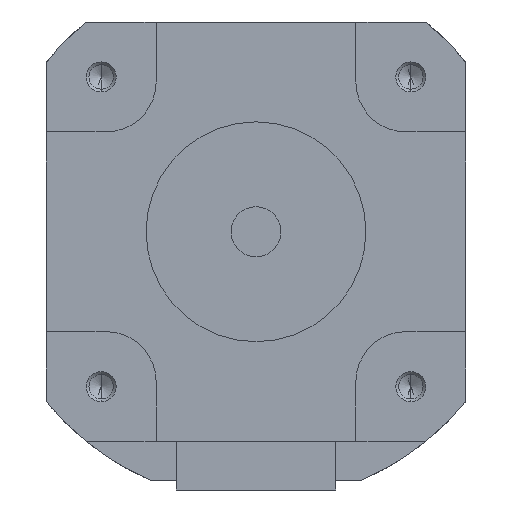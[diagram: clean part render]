
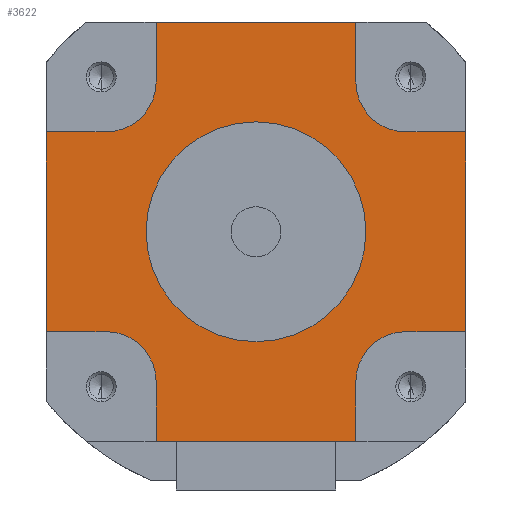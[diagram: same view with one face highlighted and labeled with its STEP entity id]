
A CAD part, left-side view. The second image highlights one B-rep face of the part: STEP entity #3622.
In plain terms, the highlighted planar face has unit normal (-1, 0, 0).
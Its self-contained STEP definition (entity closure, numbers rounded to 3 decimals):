
#3143=CARTESIAN_POINT('POINT6544',(0.5,-21.,
   10.));
#3144=VERTEX_POINT('VERTEX6544',#3143);
#3151=CARTESIAN_POINT('POINT6545',(0.5,-21.,
   -10.));
#3152=VERTEX_POINT('VERTEX6545',#3151);
#3153=CARTESIAN_POINT('POS10437',(0.5,-21.,
   0.));
#3154=DIRECTION('DIR15681',(0.,0.,-1.));
#3155=VECTOR('VEC5193',#3154,1.);
#3156=LINE('STRAIGHT5193',#3153,#3155);
#3157=EDGE_CURVE('EDGE10056',#3144,#3152,#3156,.T.);
#3178=CARTESIAN_POINT('POINT6546',(0.5,-15.,
   -10.));
#3179=VERTEX_POINT('VERTEX6546',#3178);
#3180=CARTESIAN_POINT('POS10440',(0.5,-15.,-10.));
#3181=DIRECTION('DIR15685',(0.,-1.,0.));
#3182=VECTOR('VEC5195',#3181,1.);
#3183=LINE('STRAIGHT5195',#3180,#3182);
#3184=EDGE_CURVE('EDGE10058',#3179,#3152,#3183,.T.);
#3202=CARTESIAN_POINT('POINT6547',(0.5,-10.,-15.));
#3203=VERTEX_POINT('VERTEX6547',#3202);
#3204=CARTESIAN_POINT('POS10443',(0.5,-15.,-15.));
#3205=DIRECTION('DIR15689',(1.,0.,
   0.));
#3206=DIRECTION('DIR15690',(0.,1.,
   0.));
#3207=AXIS2_PLACEMENT_3D('AXIS5247',#3204,#3205,#3206);
#3208=CIRCLE('ELLIPSE2512',#3207,5.);
#3209=EDGE_CURVE('EDGE10060',#3203,#3179,#3208,.T.);
#3227=CARTESIAN_POINT('POINT6548',(0.5,-10.,
   -21.));
#3228=VERTEX_POINT('VERTEX6548',#3227);
#3229=CARTESIAN_POINT('POS10446',(0.5,-10.,
   -21.));
#3230=DIRECTION('DIR15694',(0.,0.
   ,1.));
#3231=VECTOR('VEC5198',#3230,1.);
#3232=LINE('STRAIGHT5198',#3229,#3231);
#3233=EDGE_CURVE('EDGE10062',#3228,#3203,#3232,.T.);
#3258=CARTESIAN_POINT('POINT6549',(0.5,10.,
   -21.));
#3259=VERTEX_POINT('VERTEX6549',#3258);
#3260=CARTESIAN_POINT('POS10449',(0.5,
   0.,-21.));
#3261=DIRECTION('DIR15698',(0.,1.,0.));
#3262=VECTOR('VEC5200',#3261,1.);
#3263=LINE('STRAIGHT5200',#3260,#3262);
#3264=EDGE_CURVE('EDGE10064',#3228,#3259,#3263,.T.);
#3283=CARTESIAN_POINT('POINT6550',(0.5,
   10.,-15.));
#3284=VERTEX_POINT('VERTEX6550',#3283);
#3285=CARTESIAN_POINT('POS10452',(0.5,10.,
   -15.));
#3286=DIRECTION('DIR15702',(0.,0.
   ,-1.));
#3287=VECTOR('VEC5202',#3286,1.);
#3288=LINE('STRAIGHT5202',#3285,#3287);
#3289=EDGE_CURVE('EDGE10066',#3284,#3259,#3288,.T.);
#3307=CARTESIAN_POINT('POINT6551',(0.5,15.,
   -10.));
#3308=VERTEX_POINT('VERTEX6551',#3307);
#3309=CARTESIAN_POINT('POS10455',(0.5,15.,
   -15.));
#3310=DIRECTION('DIR15706',(1.,0.,
   0.));
#3311=DIRECTION('DIR15707',(0.,0.,
   1.));
#3312=AXIS2_PLACEMENT_3D('AXIS5252',#3309,#3310,#3311);
#3313=CIRCLE('ELLIPSE2513',#3312,5.);
#3314=EDGE_CURVE('EDGE10068',#3308,#3284,#3313,.T.);
#3332=CARTESIAN_POINT('POINT6552',(0.5,21.,
   -10.));
#3333=VERTEX_POINT('VERTEX6552',#3332);
#3334=CARTESIAN_POINT('POS10458',(0.5,21.,
   -10.));
#3335=DIRECTION('DIR15711',(0.,-1.,0.));
#3336=VECTOR('VEC5205',#3335,1.);
#3337=LINE('STRAIGHT5205',#3334,#3336);
#3338=EDGE_CURVE('EDGE10070',#3333,#3308,#3337,.T.);
#3363=CARTESIAN_POINT('POINT6553',(0.5,21.,
   10.));
#3364=VERTEX_POINT('VERTEX6553',#3363);
#3365=CARTESIAN_POINT('POS10461',(0.5,21.,
   0.));
#3366=DIRECTION('DIR15715',(0.,0.,1.));
#3367=VECTOR('VEC5207',#3366,1.);
#3368=LINE('STRAIGHT5207',#3365,#3367);
#3369=EDGE_CURVE('EDGE10072',#3333,#3364,#3368,.T.);
#3388=CARTESIAN_POINT('POINT6554',(0.5,15.,
   10.));
#3389=VERTEX_POINT('VERTEX6554',#3388);
#3390=CARTESIAN_POINT('POS10464',(0.5,15.,10.));
#3391=DIRECTION('DIR15719',(0.,1.,0.));
#3392=VECTOR('VEC5209',#3391,1.);
#3393=LINE('STRAIGHT5209',#3390,#3392);
#3394=EDGE_CURVE('EDGE10074',#3389,#3364,#3393,.T.);
#3412=CARTESIAN_POINT('POINT6555',(0.5,10.,15.));
#3413=VERTEX_POINT('VERTEX6555',#3412);
#3414=CARTESIAN_POINT('POS10467',(0.5,15.,15.));
#3415=DIRECTION('DIR15723',(1.,0.,
   0.));
#3416=DIRECTION('DIR15724',(0.,-1.,
   0.));
#3417=AXIS2_PLACEMENT_3D('AXIS5257',#3414,#3415,#3416);
#3418=CIRCLE('ELLIPSE2514',#3417,5.);
#3419=EDGE_CURVE('EDGE10076',#3413,#3389,#3418,.T.);
#3437=CARTESIAN_POINT('POINT6556',(0.5,10.,
   21.));
#3438=VERTEX_POINT('VERTEX6556',#3437);
#3439=CARTESIAN_POINT('POS10470',(0.5,10.,
   21.));
#3440=DIRECTION('DIR15728',(0.,0.
   ,-1.));
#3441=VECTOR('VEC5212',#3440,1.);
#3442=LINE('STRAIGHT5212',#3439,#3441);
#3443=EDGE_CURVE('EDGE10078',#3438,#3413,#3442,.T.);
#3466=CARTESIAN_POINT('POINT6557',(0.5,-10.,
   21.));
#3467=VERTEX_POINT('VERTEX6557',#3466);
#3468=CARTESIAN_POINT('POS10473',(0.5,
   0.,21.));
#3469=DIRECTION('DIR15732',(0.,-1.,0.));
#3470=VECTOR('VEC5214',#3469,1.);
#3471=LINE('STRAIGHT5214',#3468,#3470);
#3472=EDGE_CURVE('EDGE10080',#3438,#3467,#3471,.T.);
#3493=CARTESIAN_POINT('POINT6558',(0.5,-10.,
   15.));
#3494=VERTEX_POINT('VERTEX6558',#3493);
#3495=CARTESIAN_POINT('POS10476',(0.5,-10.,
   15.));
#3496=DIRECTION('DIR15736',(0.,0.
   ,1.));
#3497=VECTOR('VEC5216',#3496,1.);
#3498=LINE('STRAIGHT5216',#3495,#3497);
#3499=EDGE_CURVE('EDGE10082',#3494,#3467,#3498,.T.);
#3517=CARTESIAN_POINT('POINT6559',(0.5,-15.,
   10.));
#3518=VERTEX_POINT('VERTEX6559',#3517);
#3519=CARTESIAN_POINT('POS10479',(0.5,-15.,
   15.));
#3520=DIRECTION('DIR15740',(1.,0.,
   0.));
#3521=DIRECTION('DIR15741',(0.,0.
   ,-1.));
#3522=AXIS2_PLACEMENT_3D('AXIS5262',#3519,#3520,#3521);
#3523=CIRCLE('ELLIPSE2515',#3522,5.);
#3524=EDGE_CURVE('EDGE10084',#3518,#3494,#3523,.T.);
#3542=CARTESIAN_POINT('POS10482',(0.5,-21.,
   10.));
#3543=DIRECTION('DIR15745',(0.,1.,0.));
#3544=VECTOR('VEC5219',#3543,1.);
#3545=LINE('STRAIGHT5219',#3542,#3544);
#3546=EDGE_CURVE('EDGE10086',#3144,#3518,#3545,.T.);
#3584=ORIENTED_EDGE('COEDGE20197',*,*,#3546,.T.);
#3585=ORIENTED_EDGE('COEDGE20198',*,*,#3524,.T.);
#3586=ORIENTED_EDGE('COEDGE20199',*,*,#3499,.T.);
#3587=ORIENTED_EDGE('COEDGE20200',*,*,#3472,.F.);
#3588=ORIENTED_EDGE('COEDGE20201',*,*,#3443,.T.);
#3589=ORIENTED_EDGE('COEDGE20202',*,*,#3419,.T.);
#3590=ORIENTED_EDGE('COEDGE20203',*,*,#3394,.T.);
#3591=ORIENTED_EDGE('COEDGE20204',*,*,#3369,.F.);
#3592=ORIENTED_EDGE('COEDGE20205',*,*,#3338,.T.);
#3593=ORIENTED_EDGE('COEDGE20206',*,*,#3314,.T.);
#3594=ORIENTED_EDGE('COEDGE20207',*,*,#3289,.T.);
#3595=ORIENTED_EDGE('COEDGE20208',*,*,#3264,.F.);
#3596=ORIENTED_EDGE('COEDGE20209',*,*,#3233,.T.);
#3597=ORIENTED_EDGE('COEDGE20210',*,*,#3209,.T.);
#3598=ORIENTED_EDGE('COEDGE20211',*,*,#3184,.T.);
#3599=ORIENTED_EDGE('COEDGE20212',*,*,#3157,.F.);
#3600=EDGE_LOOP('NONE',(#3584,#3585,#3586,#3587,#3588,#3589,#3590,#3591,
   #3592,#3593,#3594,#3595,#3596,#3597,#3598,#3599));
#3601=FACE_BOUND('LOOP1',#3600,.T.);
#3602=CARTESIAN_POINT('POINT6562',(0.5,
   0.,11.));
#3603=VERTEX_POINT('VERTEX6562',#3602);
#3604=CARTESIAN_POINT('POINT6563',(0.5,
   0.,-11.));
#3605=VERTEX_POINT('VERTEX6563',#3604);
#3606=CARTESIAN_POINT('POS10486',(0.5,0.,
   0.));
#3607=DIRECTION('DIR15752',(-1.,0.,
   0.));
#3608=DIRECTION('DIR15753',(0.,0.,-1.));
#3609=AXIS2_PLACEMENT_3D('AXIS5267',#3606,#3607,#3608);
#3610=CIRCLE('ELLIPSE2517',#3609,11.);
#3611=EDGE_CURVE('EDGE10089',#3603,#3605,#3610,.T.);
#3612=ORIENTED_EDGE('COEDGE20213',*,*,#3611,.F.);
#3613=EDGE_CURVE('EDGE10090',#3605,#3603,#3610,.T.);
#3614=ORIENTED_EDGE('COEDGE20214',*,*,#3613,.F.);
#3615=EDGE_LOOP('NONE',(#3612,#3614));
#3616=FACE_BOUND('LOOP1',#3615,.T.);
#3617=CARTESIAN_POINT('POS10487',(0.5,0.,
   0.));
#3618=DIRECTION('DIR15754',(1.,0.,
   0.));
#3619=DIRECTION('DIR15755',(0.,1.,
   0.));
#3620=AXIS2_PLACEMENT_3D('AXIS5268',#3617,#3618,#3619);
#3621=PLANE('PLANE1560',#3620);
#3622=ADVANCED_FACE('FACE3947',(#3601,#3616),#3621,.F.);
